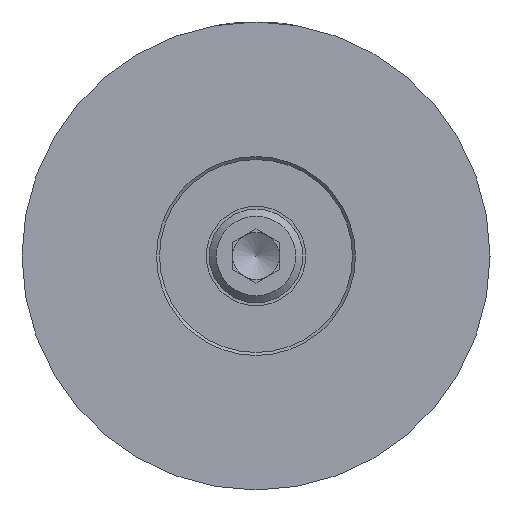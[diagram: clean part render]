
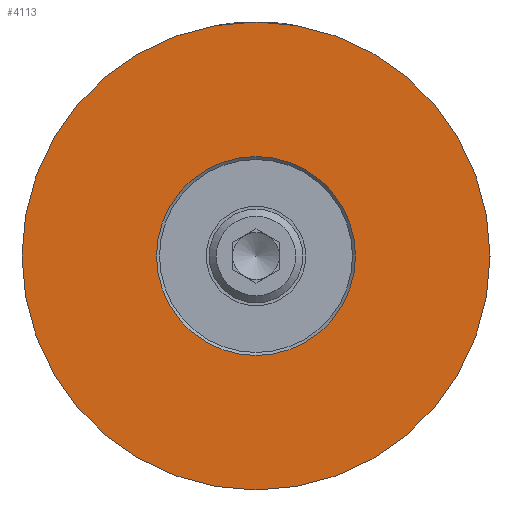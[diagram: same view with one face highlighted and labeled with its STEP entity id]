
A CAD part, front view. The second image highlights one B-rep face of the part: STEP entity #4113.
In plain terms, the highlighted planar face has unit normal (0, -1, 0).
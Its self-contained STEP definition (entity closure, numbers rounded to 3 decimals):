
#115 = CIRCLE ( 'NONE', #12068, 20. ) ;
#412 = DIRECTION ( 'NONE',  ( -1., 0., 0. ) ) ;
#907 = CIRCLE ( 'NONE', #1624, 8.5 ) ;
#974 = EDGE_LOOP ( 'NONE', ( #6660 ) ) ;
#1624 = AXIS2_PLACEMENT_3D ( 'NONE', #9790, #11944, #5078 ) ;
#1743 = VERTEX_POINT ( 'NONE', #9096 ) ;
#2371 = ORIENTED_EDGE ( 'NONE', *, *, #13141, .F. ) ;
#3614 = DIRECTION ( 'NONE',  ( 0., -1., 0. ) ) ;
#3712 = DIRECTION ( 'NONE',  ( 1., 0., 0. ) ) ;
#4113 = ADVANCED_FACE ( 'NONE', ( #6268, #4650 ), #14132, .T. ) ;
#4650 = FACE_OUTER_BOUND ( 'NONE', #13905, .T. ) ;
#5078 = DIRECTION ( 'NONE',  ( -1., 0., 0. ) ) ;
#5925 = CARTESIAN_POINT ( 'NONE',  ( 0., 0., 0. ) ) ;
#5979 = CARTESIAN_POINT ( 'NONE',  ( -8.5, 0., 0. ) ) ;
#6170 = EDGE_CURVE ( 'NONE', #1743, #1743, #907, .T. ) ;
#6268 = FACE_BOUND ( 'NONE', #974, .T. ) ;
#6660 = ORIENTED_EDGE ( 'NONE', *, *, #6170, .T. ) ;
#7108 = AXIS2_PLACEMENT_3D ( 'NONE', #5979, #3614, #3712 ) ;
#7491 = DIRECTION ( 'NONE',  ( 0., 1., 0. ) ) ;
#7867 = VERTEX_POINT ( 'NONE', #7923 ) ;
#7923 = CARTESIAN_POINT ( 'NONE',  ( -20., 0., 0. ) ) ;
#9096 = CARTESIAN_POINT ( 'NONE',  ( -8.5, 0., 0. ) ) ;
#9790 = CARTESIAN_POINT ( 'NONE',  ( 0., 0., 0. ) ) ;
#11944 = DIRECTION ( 'NONE',  ( 0., 1., 0. ) ) ;
#12068 = AXIS2_PLACEMENT_3D ( 'NONE', #5925, #7491, #412 ) ;
#13141 = EDGE_CURVE ( 'NONE', #7867, #7867, #115, .T. ) ;
#13905 = EDGE_LOOP ( 'NONE', ( #2371 ) ) ;
#14132 = PLANE ( 'NONE',  #7108 ) ;
